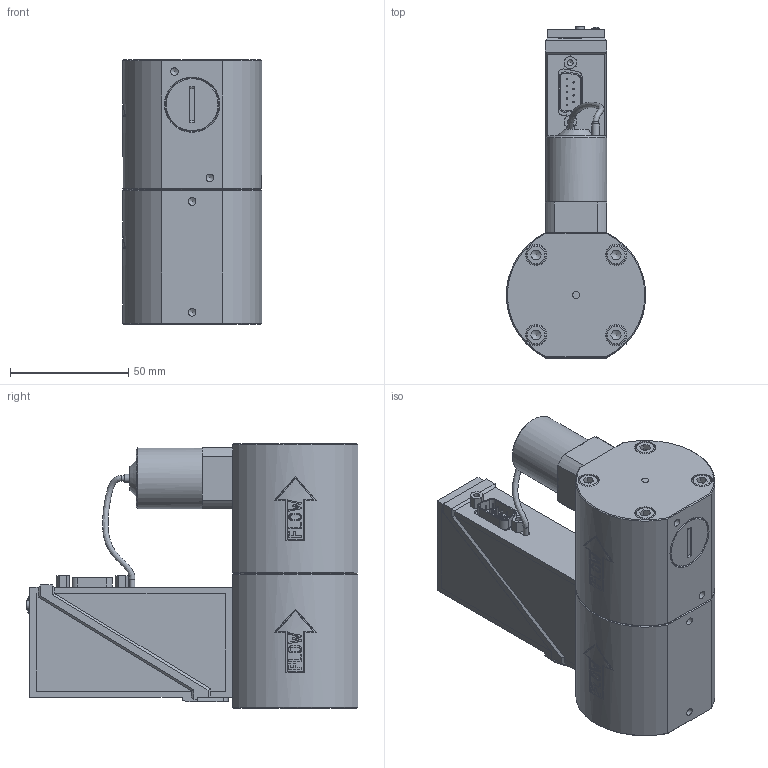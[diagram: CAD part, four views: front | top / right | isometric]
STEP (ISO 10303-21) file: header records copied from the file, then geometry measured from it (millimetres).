
FILE_DESCRIPTION((''),'2;1');
FILE_NAME('F-202AV.stp','2012-10-05T08:35:54',('M-Huiskes'),(''),'Autodesk Inventor 2009','Autodesk Inventor 2009','');
FILE_SCHEMA(('AUTOMOTIVE_DESIGN { 1 0 10303 214 1 1 1 1 }'));
Length unit declared in the file: millimetre
Products named in the file (1): Part173_6
Bounding box: 58.89 x 140.56 x 112 mm (x, y, z)
Volume: 414987.2 mm3; surface area: 47889 mm2
Topology: 1 solids, 1 shells, 563 faces, 1461 edges, 949 vertices
Faces by surface type: plane 300, cylinder 90, bspline 89, cone 59, torus 14, sphere 11
Full cylindrical faces by diameter (mm): 0.59 x9, 2.318 x3, 2.459 x2, 2.9 x2, 2.95 x2, 3 x3, 3.2 x2, 3.242 x4, 3.318 x1, 3.6 x1, 3.65 x1, 4.4 x1, 5.5 x5, 6 x4, 8.5 x4, 9 x4, 25.9 x1
Entity records: 32987 total; most frequent: CARTESIAN_POINT 20238, ORIENTED_EDGE 2646, DIRECTION 2281, EDGE_CURVE 1323, VERTEX_POINT 898, AXIS2_PLACEMENT_3D 776, VECTOR 729, LINE 729
